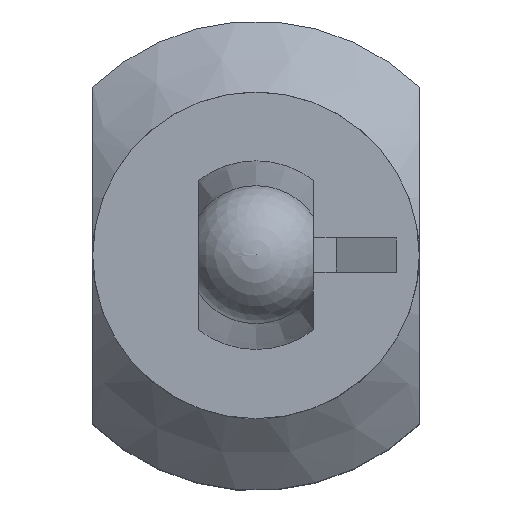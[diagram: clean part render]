
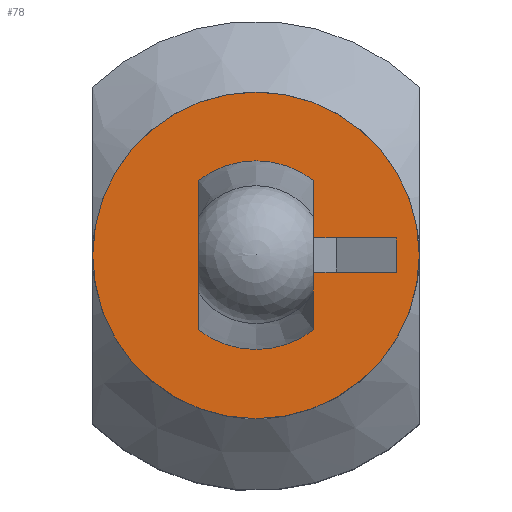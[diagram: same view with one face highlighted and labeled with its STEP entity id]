
A CAD part, top view. The second image highlights one B-rep face of the part: STEP entity #78.
In plain terms, the highlighted planar face has unit normal (0, 0, 1).
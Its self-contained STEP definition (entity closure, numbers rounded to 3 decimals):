
#78 = ADVANCED_FACE( '', ( #200, #201, #202 ), #203, .T. );
#200 = FACE_BOUND( '', #372, .T. );
#201 = FACE_BOUND( '', #373, .T. );
#202 = FACE_OUTER_BOUND( '', #374, .T. );
#203 = PLANE( '', #375 );
#372 = EDGE_LOOP( '', ( #547, #548, #549, #550 ) );
#373 = EDGE_LOOP( '', ( #551, #552, #553, #554 ) );
#374 = EDGE_LOOP( '', ( #555 ) );
#375 = AXIS2_PLACEMENT_3D( '', #556, #557, #558 );
#547 = ORIENTED_EDGE( '', *, *, #1023, .T. );
#548 = ORIENTED_EDGE( '', *, *, #1024, .T. );
#549 = ORIENTED_EDGE( '', *, *, #1025, .T. );
#550 = ORIENTED_EDGE( '', *, *, #1026, .T. );
#551 = ORIENTED_EDGE( '', *, *, #1027, .T. );
#552 = ORIENTED_EDGE( '', *, *, #1028, .F. );
#553 = ORIENTED_EDGE( '', *, *, #1029, .T. );
#554 = ORIENTED_EDGE( '', *, *, #1030, .T. );
#555 = ORIENTED_EDGE( '', *, *, #1031, .F. );
#556 = CARTESIAN_POINT( '', ( -3.55, 0., 11.1 ) );
#557 = DIRECTION( '', ( 0., 0., 1. ) );
#558 = DIRECTION( '', ( 1., 0., 0. ) );
#1023 = EDGE_CURVE( '', #1219, #1220, #1221, .T. );
#1024 = EDGE_CURVE( '', #1220, #1222, #1223, .T. );
#1025 = EDGE_CURVE( '', #1222, #1224, #1225, .T. );
#1026 = EDGE_CURVE( '', #1224, #1219, #1226, .T. );
#1027 = EDGE_CURVE( '', #1227, #1228, #1229, .T. );
#1028 = EDGE_CURVE( '', #1230, #1228, #1231, .T. );
#1029 = EDGE_CURVE( '', #1230, #1232, #1233, .T. );
#1030 = EDGE_CURVE( '', #1232, #1227, #1234, .T. );
#1031 = EDGE_CURVE( '', #1235, #1235, #1236, .T. );
#1219 = VERTEX_POINT( '', #1500 );
#1220 = VERTEX_POINT( '', #1501 );
#1221 = LINE( '', #1502, #1503 );
#1222 = VERTEX_POINT( '', #1504 );
#1223 = LINE( '', #1505, #1506 );
#1224 = VERTEX_POINT( '', #1507 );
#1225 = CIRCLE( '', #1508, 1.9 );
#1226 = LINE( '', #1509, #1510 );
#1227 = VERTEX_POINT( '', #1511 );
#1228 = VERTEX_POINT( '', #1512 );
#1229 = LINE( '', #1513, #1514 );
#1230 = VERTEX_POINT( '', #1515 );
#1231 = LINE( '', #1516, #1517 );
#1232 = VERTEX_POINT( '', #1518 );
#1233 = LINE( '', #1519, #1520 );
#1234 = CIRCLE( '', #1521, 1.9 );
#1235 = VERTEX_POINT( '', #1522 );
#1236 = CIRCLE( '', #1523, 3.55 );
#1500 = CARTESIAN_POINT( '', ( -1.25, -0.899, 11.1 ) );
#1501 = CARTESIAN_POINT( '', ( 1.25, -0.899, 11.1 ) );
#1502 = CARTESIAN_POINT( '', ( -1.25, -0.899, 11.1 ) );
#1503 = VECTOR( '', #1909, 1000. );
#1504 = CARTESIAN_POINT( '', ( 1.25, -1.431, 11.1 ) );
#1505 = CARTESIAN_POINT( '', ( 1.25, 2.05, 11.1 ) );
#1506 = VECTOR( '', #1910, 1000. );
#1507 = CARTESIAN_POINT( '', ( -1.25, -1.431, 11.1 ) );
#1508 = AXIS2_PLACEMENT_3D( '', #1911, #1912, #1913 );
#1509 = CARTESIAN_POINT( '', ( -1.25, -2.05, 11.1 ) );
#1510 = VECTOR( '', #1914, 1000. );
#1511 = CARTESIAN_POINT( '', ( 1.25, 1.431, 11.1 ) );
#1512 = CARTESIAN_POINT( '', ( 1.25, 0.899, 11.1 ) );
#1513 = CARTESIAN_POINT( '', ( 1.25, 2.05, 11.1 ) );
#1514 = VECTOR( '', #1915, 1000. );
#1515 = CARTESIAN_POINT( '', ( -1.25, 0.899, 11.1 ) );
#1516 = CARTESIAN_POINT( '', ( -1.25, 0.899, 11.1 ) );
#1517 = VECTOR( '', #1916, 1000. );
#1518 = CARTESIAN_POINT( '', ( -1.25, 1.431, 11.1 ) );
#1519 = CARTESIAN_POINT( '', ( -1.25, -2.05, 11.1 ) );
#1520 = VECTOR( '', #1917, 1000. );
#1521 = AXIS2_PLACEMENT_3D( '', #1918, #1919, #1920 );
#1522 = CARTESIAN_POINT( '', ( -3.55, 0., 11.1 ) );
#1523 = AXIS2_PLACEMENT_3D( '', #1921, #1922, #1923 );
#1909 = DIRECTION( '', ( 1., 0., 0. ) );
#1910 = DIRECTION( '', ( 0., -1., 0. ) );
#1911 = CARTESIAN_POINT( '', ( 0., 0., 11.1 ) );
#1912 = DIRECTION( '', ( 0., 0., -1. ) );
#1913 = DIRECTION( '', ( -1., 0., 0. ) );
#1914 = DIRECTION( '', ( 0., 1., 0. ) );
#1915 = DIRECTION( '', ( 0., -1., 0. ) );
#1916 = DIRECTION( '', ( 1., 0., 0. ) );
#1917 = DIRECTION( '', ( 0., 1., 0. ) );
#1918 = CARTESIAN_POINT( '', ( 0., 0., 11.1 ) );
#1919 = DIRECTION( '', ( 0., 0., -1. ) );
#1920 = DIRECTION( '', ( -1., 0., 0. ) );
#1921 = CARTESIAN_POINT( '', ( 0., 0., 11.1 ) );
#1922 = DIRECTION( '', ( 0., 0., -1. ) );
#1923 = DIRECTION( '', ( -1., 0., 0. ) );
